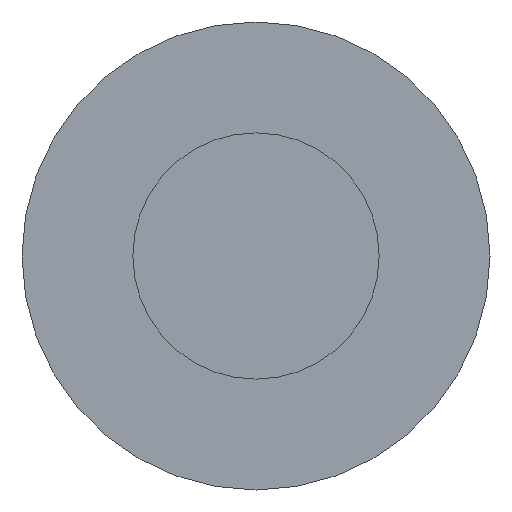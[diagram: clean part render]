
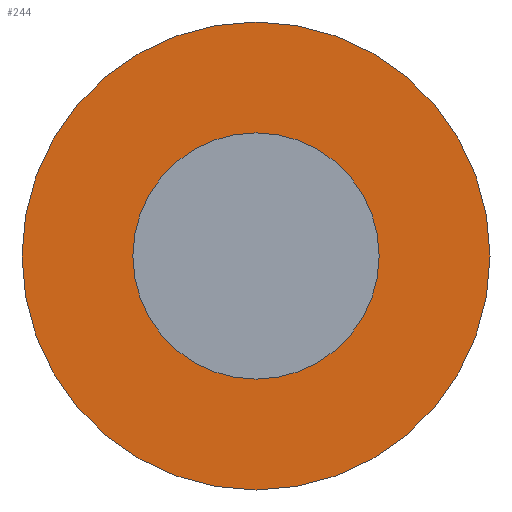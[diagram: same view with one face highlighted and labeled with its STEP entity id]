
A CAD part, front view. The second image highlights one B-rep face of the part: STEP entity #244.
In plain terms, the highlighted planar face has unit normal (0, -1, 0).
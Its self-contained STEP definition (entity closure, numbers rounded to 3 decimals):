
#3 = DIRECTION ( 'NONE',  ( 0., 0., -1. ) ) ;
#17 = CARTESIAN_POINT ( 'NONE',  ( 0., 0., 0. ) ) ;
#27 = CARTESIAN_POINT ( 'NONE',  ( 0., 0., -1.5 ) ) ;
#42 = VERTEX_POINT ( 'NONE', #131 ) ;
#63 = CIRCLE ( 'NONE', #374, 1.5 ) ;
#67 = DIRECTION ( 'NONE',  ( 0., 0., -1. ) ) ;
#70 = CIRCLE ( 'NONE', #449, 1.5 ) ;
#73 = EDGE_CURVE ( 'NONE', #42, #93, #110, .T. ) ;
#79 = CARTESIAN_POINT ( 'NONE',  ( 0., 0., 0. ) ) ;
#93 = VERTEX_POINT ( 'NONE', #457 ) ;
#110 = CIRCLE ( 'NONE', #195, 2.85 ) ;
#115 = EDGE_LOOP ( 'NONE', ( #488, #436 ) ) ;
#124 = DIRECTION ( 'NONE',  ( 0., -1., 0. ) ) ;
#130 = DIRECTION ( 'NONE',  ( 0., -1., 0. ) ) ;
#131 = CARTESIAN_POINT ( 'NONE',  ( 0., 0., 2.85 ) ) ;
#168 = EDGE_LOOP ( 'NONE', ( #479, #411 ) ) ;
#195 = AXIS2_PLACEMENT_3D ( 'NONE', #79, #124, #351 ) ;
#196 = EDGE_CURVE ( 'NONE', #275, #472, #70, .T. ) ;
#198 = DIRECTION ( 'NONE',  ( 0., -1., 0. ) ) ;
#206 = AXIS2_PLACEMENT_3D ( 'NONE', #292, #323, #3 ) ;
#209 = AXIS2_PLACEMENT_3D ( 'NONE', #377, #225, #439 ) ;
#225 = DIRECTION ( 'NONE',  ( 0., -1., 0. ) ) ;
#244 = ADVANCED_FACE ( 'NONE', ( #468, #349 ), #443, .T. ) ;
#257 = CARTESIAN_POINT ( 'NONE',  ( 0., 0., 1.5 ) ) ;
#275 = VERTEX_POINT ( 'NONE', #27 ) ;
#284 = EDGE_CURVE ( 'NONE', #472, #275, #63, .T. ) ;
#292 = CARTESIAN_POINT ( 'NONE',  ( 0., 0., 0. ) ) ;
#323 = DIRECTION ( 'NONE',  ( 0., -1., 0. ) ) ;
#349 = FACE_OUTER_BOUND ( 'NONE', #168, .T. ) ;
#351 = DIRECTION ( 'NONE',  ( 0., 0., -1. ) ) ;
#374 = AXIS2_PLACEMENT_3D ( 'NONE', #17, #198, #67 ) ;
#376 = CIRCLE ( 'NONE', #206, 2.85 ) ;
#377 = CARTESIAN_POINT ( 'NONE',  ( 0., 0., 0. ) ) ;
#405 = CARTESIAN_POINT ( 'NONE',  ( 0., 0., 0. ) ) ;
#411 = ORIENTED_EDGE ( 'NONE', *, *, #73, .T. ) ;
#426 = DIRECTION ( 'NONE',  ( 0., 0., -1. ) ) ;
#436 = ORIENTED_EDGE ( 'NONE', *, *, #284, .F. ) ;
#439 = DIRECTION ( 'NONE',  ( 0., 0., -1. ) ) ;
#443 = PLANE ( 'NONE',  #209 ) ;
#449 = AXIS2_PLACEMENT_3D ( 'NONE', #405, #130, #426 ) ;
#457 = CARTESIAN_POINT ( 'NONE',  ( 0., 0., -2.85 ) ) ;
#468 = FACE_BOUND ( 'NONE', #115, .T. ) ;
#472 = VERTEX_POINT ( 'NONE', #257 ) ;
#479 = ORIENTED_EDGE ( 'NONE', *, *, #502, .T. ) ;
#488 = ORIENTED_EDGE ( 'NONE', *, *, #196, .F. ) ;
#502 = EDGE_CURVE ( 'NONE', #93, #42, #376, .T. ) ;
